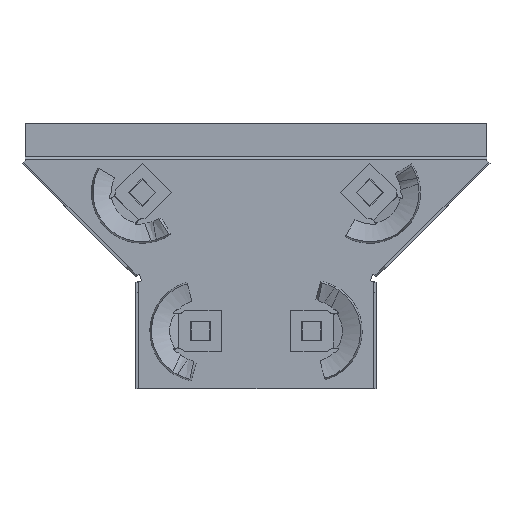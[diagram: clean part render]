
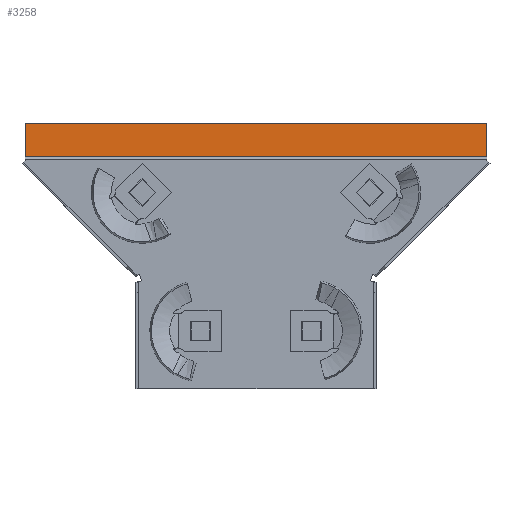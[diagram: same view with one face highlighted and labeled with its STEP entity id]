
A CAD part, front view. The second image highlights one B-rep face of the part: STEP entity #3258.
In plain terms, the highlighted planar face has unit normal (0, -1, 0).
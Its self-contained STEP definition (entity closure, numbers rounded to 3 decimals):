
#77 = CARTESIAN_POINT ( 'NONE',  ( 100., -0.066, -0.144 ) ) ;
#348 = LINE ( 'NONE', #4814, #5369 ) ;
#434 = PLANE ( 'NONE',  #5811 ) ;
#731 = CARTESIAN_POINT ( 'NONE',  ( -100., -0.066, -14.734 ) ) ;
#780 = LINE ( 'NONE', #1650, #5796 ) ;
#794 = ORIENTED_EDGE ( 'NONE', *, *, #3242, .T. ) ;
#1087 = CARTESIAN_POINT ( 'NONE',  ( -100., -0.066, -14.527 ) ) ;
#1171 = LINE ( 'NONE', #2421, #5647 ) ;
#1192 = VERTEX_POINT ( 'NONE', #5295 ) ;
#1451 = ORIENTED_EDGE ( 'NONE', *, *, #1777, .F. ) ;
#1530 = CARTESIAN_POINT ( 'NONE',  ( -100., -0.066, -14.734 ) ) ;
#1613 = VERTEX_POINT ( 'NONE', #3358 ) ;
#1650 = CARTESIAN_POINT ( 'NONE',  ( -100., -0.066, -0.144 ) ) ;
#1777 = EDGE_CURVE ( 'NONE', #1192, #5149, #1171, .T. ) ;
#1799 = VERTEX_POINT ( 'NONE', #77 ) ;
#1838 = VERTEX_POINT ( 'NONE', #1087 ) ;
#1865 = LINE ( 'NONE', #5855, #4153 ) ;
#1867 = DIRECTION ( 'NONE',  ( 0., 0., -1. ) ) ;
#2047 = EDGE_CURVE ( 'NONE', #1838, #1613, #780, .T. ) ;
#2421 = CARTESIAN_POINT ( 'NONE',  ( 100., -0.066, -115.344 ) ) ;
#2470 = DIRECTION ( 'NONE',  ( 0., 0., -1. ) ) ;
#2637 = FACE_OUTER_BOUND ( 'NONE', #4280, .T. ) ;
#2847 = DIRECTION ( 'NONE',  ( 0., 0., -1. ) ) ;
#2951 = DIRECTION ( 'NONE',  ( 0., 0., -1. ) ) ;
#3229 = CARTESIAN_POINT ( 'NONE',  ( -100., -0.066, -14.527 ) ) ;
#3242 = EDGE_CURVE ( 'NONE', #1838, #3654, #3780, .T. ) ;
#3258 = ADVANCED_FACE ( 'NONE', ( #2637 ), #434, .T. ) ;
#3336 = CARTESIAN_POINT ( 'NONE',  ( -100., -0.066, -115.344 ) ) ;
#3343 = CARTESIAN_POINT ( 'NONE',  ( 100., -0.066, -14.734 ) ) ;
#3358 = CARTESIAN_POINT ( 'NONE',  ( -100., -0.066, -0.144 ) ) ;
#3450 = LINE ( 'NONE', #731, #3597 ) ;
#3597 = VECTOR ( 'NONE', #4725, 1000. ) ;
#3654 = VERTEX_POINT ( 'NONE', #1530 ) ;
#3780 = LINE ( 'NONE', #3229, #5733 ) ;
#3888 = ORIENTED_EDGE ( 'NONE', *, *, #2047, .F. ) ;
#4153 = VECTOR ( 'NONE', #4930, 1000. ) ;
#4176 = EDGE_CURVE ( 'NONE', #1799, #1192, #348, .T. ) ;
#4280 = EDGE_LOOP ( 'NONE', ( #3888, #794, #4561, #1451, #5409, #4929 ) ) ;
#4413 = EDGE_CURVE ( 'NONE', #5149, #3654, #3450, .T. ) ;
#4561 = ORIENTED_EDGE ( 'NONE', *, *, #4413, .F. ) ;
#4725 = DIRECTION ( 'NONE',  ( -1., 0., 0. ) ) ;
#4812 = EDGE_CURVE ( 'NONE', #1613, #1799, #1865, .T. ) ;
#4814 = CARTESIAN_POINT ( 'NONE',  ( 100., -0.066, -0.144 ) ) ;
#4929 = ORIENTED_EDGE ( 'NONE', *, *, #4812, .F. ) ;
#4930 = DIRECTION ( 'NONE',  ( 1., 0., 0. ) ) ;
#5149 = VERTEX_POINT ( 'NONE', #3343 ) ;
#5263 = DIRECTION ( 'NONE',  ( 0., -1., 0. ) ) ;
#5295 = CARTESIAN_POINT ( 'NONE',  ( 100., -0.066, -14.527 ) ) ;
#5369 = VECTOR ( 'NONE', #2470, 1000. ) ;
#5409 = ORIENTED_EDGE ( 'NONE', *, *, #4176, .F. ) ;
#5647 = VECTOR ( 'NONE', #2951, 1000. ) ;
#5733 = VECTOR ( 'NONE', #2847, 1000. ) ;
#5796 = VECTOR ( 'NONE', #6025, 1000. ) ;
#5811 = AXIS2_PLACEMENT_3D ( 'NONE', #3336, #5263, #1867 ) ;
#5855 = CARTESIAN_POINT ( 'NONE',  ( 100., -0.066, -0.144 ) ) ;
#6025 = DIRECTION ( 'NONE',  ( 0., 0., 1. ) ) ;
